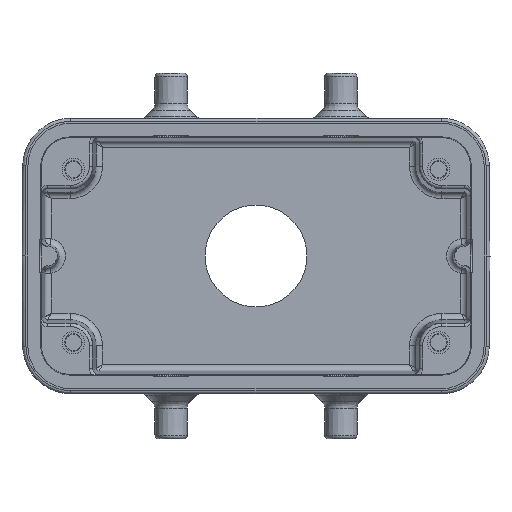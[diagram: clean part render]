
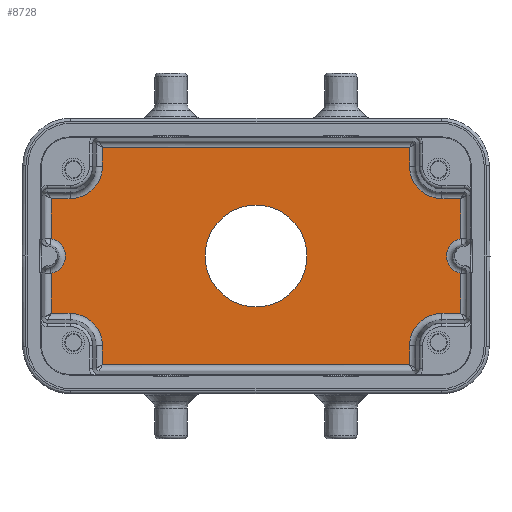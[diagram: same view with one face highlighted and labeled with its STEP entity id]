
A CAD part, front view. The second image highlights one B-rep face of the part: STEP entity #8728.
In plain terms, the highlighted planar face has unit normal (0, -1, 0).
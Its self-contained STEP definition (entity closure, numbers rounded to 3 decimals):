
#1519=DIRECTION('',(0.,0.,-1.));
#1520=VECTOR('',#1519,6.23);
#1521=CARTESIAN_POINT('',(31.946,19.35,8.946));
#1522=LINE('',#1521,#1520);
#1559=DIRECTION('',(0.,0.,-1.));
#1560=VECTOR('',#1559,6.23);
#1561=CARTESIAN_POINT('',(31.947,19.35,-2.717));
#1562=LINE('',#1561,#1560);
#1576=CARTESIAN_POINT('',(0.,19.35,0.));
#1577=DIRECTION('',(0.,-1.,0.));
#1578=DIRECTION('',(-1.,0.,0.));
#1579=AXIS2_PLACEMENT_3D('',#1576,#1577,#1578);
#1581=CARTESIAN_POINT('',(0.,19.35,0.));
#1582=DIRECTION('',(0.,-1.,0.));
#1583=DIRECTION('',(1.,0.,0.));
#1584=AXIS2_PLACEMENT_3D('',#1581,#1582,#1583);
#1586=CARTESIAN_POINT('',(32.5,19.35,0.));
#1587=DIRECTION('',(0.,1.,0.));
#1588=DIRECTION('',(-0.2,0.,-0.98));
#1589=AXIS2_PLACEMENT_3D('',#1586,#1587,#1588);
#1591=CARTESIAN_POINT('',(29.,19.35,-14.));
#1592=DIRECTION('',(0.,1.,0.));
#1593=DIRECTION('',(-1.,0.,0.));
#1594=AXIS2_PLACEMENT_3D('',#1591,#1592,#1593);
#1596=CARTESIAN_POINT('',(-29.,19.35,-14.));
#1597=DIRECTION('',(0.,1.,0.));
#1598=DIRECTION('',(0.,0.,1.));
#1599=AXIS2_PLACEMENT_3D('',#1596,#1597,#1598);
#1601=CARTESIAN_POINT('',(-32.5,19.35,0.));
#1602=DIRECTION('',(0.,1.,0.));
#1603=DIRECTION('',(0.2,0.,0.98));
#1604=AXIS2_PLACEMENT_3D('',#1601,#1602,#1603);
#1606=CARTESIAN_POINT('',(-29.,19.35,14.));
#1607=DIRECTION('',(0.,1.,0.));
#1608=DIRECTION('',(1.,0.,0.));
#1609=AXIS2_PLACEMENT_3D('',#1606,#1607,#1608);
#1611=CARTESIAN_POINT('',(29.,19.35,14.));
#1612=DIRECTION('',(0.,1.,0.));
#1613=DIRECTION('',(0.,0.,-1.));
#1614=AXIS2_PLACEMENT_3D('',#1611,#1612,#1613);
#3629=DIRECTION('',(-1.,0.,0.));
#3630=VECTOR('',#3629,2.946);
#3631=CARTESIAN_POINT('',(31.946,19.35,-8.946));
#3632=LINE('',#3631,#3630);
#3818=DIRECTION('',(0.,0.,-1.));
#3819=VECTOR('',#3818,2.946);
#3820=CARTESIAN_POINT('',(23.947,19.35,-14.));
#3821=LINE('',#3820,#3819);
#3822=DIRECTION('',(-1.,0.,0.));
#3823=VECTOR('',#3822,47.893);
#3824=CARTESIAN_POINT('',(23.946,19.35,-16.946));
#3825=LINE('',#3824,#3823);
#3982=DIRECTION('',(-1.,0.,0.));
#3983=VECTOR('',#3982,2.946);
#3984=CARTESIAN_POINT('',(-29.,19.35,
-8.947));
#3985=LINE('',#3984,#3983);
#3990=DIRECTION('',(0.,0.,1.));
#3991=VECTOR('',#3990,6.23);
#3992=CARTESIAN_POINT('',(-31.946,19.35,
-8.946));
#3993=LINE('',#3992,#3991);
#4226=DIRECTION('',(1.,0.,0.));
#4227=VECTOR('',#4226,2.946);
#4228=CARTESIAN_POINT('',(-31.946,19.35,8.946));
#4229=LINE('',#4228,#4227);
#4268=DIRECTION('',(0.,0.,1.));
#4269=VECTOR('',#4268,2.946);
#4270=CARTESIAN_POINT('',(-23.947,19.35,14.));
#4271=LINE('',#4270,#4269);
#4272=DIRECTION('',(1.,0.,0.));
#4273=VECTOR('',#4272,47.893);
#4274=CARTESIAN_POINT('',(-23.946,19.35,16.946));
#4275=LINE('',#4274,#4273);
#4295=DIRECTION('',(0.,0.,-1.));
#4296=VECTOR('',#4295,2.946);
#4297=CARTESIAN_POINT('',(23.946,19.35,16.946));
#4298=LINE('',#4297,#4296);
#4484=DIRECTION('',(1.,0.,0.));
#4485=VECTOR('',#4484,2.946);
#4486=CARTESIAN_POINT('',(29.,19.35,8.947));
#4487=LINE('',#4486,#4485);
#4543=DIRECTION('',(0.,0.,1.));
#4544=VECTOR('',#4543,6.23);
#4545=CARTESIAN_POINT('',(-31.947,19.35,2.717));
#4546=LINE('',#4545,#4544);
#4615=DIRECTION('',(0.,0.,1.));
#4616=VECTOR('',#4615,2.946);
#4617=CARTESIAN_POINT('',(-23.946,19.35,
-16.946));
#4618=LINE('',#4617,#4616);
#5543=CARTESIAN_POINT('',(31.947,19.35,-2.717));
#5545=VERTEX_POINT('',#5543);
#5551=CARTESIAN_POINT('',(31.947,19.35,2.717));
#5552=VERTEX_POINT('',#5551);
#5553=CARTESIAN_POINT('',(23.946,19.35,16.946));
#5554=CARTESIAN_POINT('',(23.947,19.35,14.));
#5555=VERTEX_POINT('',#5553);
#5556=VERTEX_POINT('',#5554);
#5561=CARTESIAN_POINT('',(29.,19.35,8.946));
#5563=VERTEX_POINT('',#5561);
#5567=CARTESIAN_POINT('',(31.946,19.35,8.946));
#5568=VERTEX_POINT('',#5567);
#5569=CARTESIAN_POINT('',(-31.947,19.35,-2.717));
#5571=VERTEX_POINT('',#5569);
#5573=CARTESIAN_POINT('',(-31.946,19.35,2.716));
#5574=VERTEX_POINT('',#5573);
#5583=CARTESIAN_POINT('',(-23.946,19.35,14.));
#5584=VERTEX_POINT('',#5583);
#5585=CARTESIAN_POINT('',(-23.946,19.35,16.946));
#5586=VERTEX_POINT('',#5585);
#5589=CARTESIAN_POINT('',(-29.,19.35,8.946));
#5590=VERTEX_POINT('',#5589);
#5591=CARTESIAN_POINT('',(-31.946,19.35,8.946));
#5592=VERTEX_POINT('',#5591);
#5599=CARTESIAN_POINT('',(-29.,19.35,-8.946));
#5600=VERTEX_POINT('',#5599);
#5601=CARTESIAN_POINT('',(-31.946,19.35,
-8.946));
#5602=VERTEX_POINT('',#5601);
#5605=CARTESIAN_POINT('',(-23.946,19.35,-14.));
#5606=VERTEX_POINT('',#5605);
#5607=CARTESIAN_POINT('',(-23.946,19.35,
-16.946));
#5608=VERTEX_POINT('',#5607);
#5615=CARTESIAN_POINT('',(23.946,19.35,-14.));
#5616=VERTEX_POINT('',#5615);
#5617=CARTESIAN_POINT('',(23.946,19.35,-16.946));
#5618=VERTEX_POINT('',#5617);
#5621=CARTESIAN_POINT('',(29.,19.35,-8.946));
#5622=VERTEX_POINT('',#5621);
#5623=CARTESIAN_POINT('',(31.946,19.35,-8.946));
#5624=VERTEX_POINT('',#5623);
#6621=CARTESIAN_POINT('',(-7.95,19.35,0.));
#6622=CARTESIAN_POINT('',(7.95,19.35,0.));
#6623=VERTEX_POINT('',#6621);
#6624=VERTEX_POINT('',#6622);
#8678=CARTESIAN_POINT('',(0.,19.35,-21.5));
#8679=DIRECTION('',(0.,-1.,0.));
#8680=DIRECTION('',(0.,0.,-1.));
#8681=AXIS2_PLACEMENT_3D('',#8678,#8679,#8680);
#8682=PLANE('',#8681);
#8683=ORIENTED_EDGE('',*,*,#8613,.T.);
#8684=ORIENTED_EDGE('',*,*,#8640,.F.);
#8685=ORIENTED_EDGE('',*,*,#8668,.T.);
#8687=ORIENTED_EDGE('',*,*,#8686,.T.);
#8689=ORIENTED_EDGE('',*,*,#8688,.F.);
#8691=ORIENTED_EDGE('',*,*,#8690,.T.);
#8693=ORIENTED_EDGE('',*,*,#8692,.T.);
#8695=ORIENTED_EDGE('',*,*,#8694,.T.);
#8697=ORIENTED_EDGE('',*,*,#8696,.F.);
#8699=ORIENTED_EDGE('',*,*,#8698,.T.);
#8701=ORIENTED_EDGE('',*,*,#8700,.T.);
#8703=ORIENTED_EDGE('',*,*,#8702,.F.);
#8705=ORIENTED_EDGE('',*,*,#8704,.T.);
#8707=ORIENTED_EDGE('',*,*,#8706,.T.);
#8709=ORIENTED_EDGE('',*,*,#8708,.F.);
#8711=ORIENTED_EDGE('',*,*,#8710,.T.);
#8713=ORIENTED_EDGE('',*,*,#8712,.T.);
#8715=ORIENTED_EDGE('',*,*,#8714,.T.);
#8717=ORIENTED_EDGE('',*,*,#8716,.F.);
#8719=ORIENTED_EDGE('',*,*,#8718,.T.);
#8720=EDGE_LOOP('',(#8683,#8684,#8685,#8687,#8689,#8691,#8693,#8695,#8697,#8699,
#8701,#8703,#8705,#8707,#8709,#8711,#8713,#8715,#8717,#8719));
#8721=FACE_OUTER_BOUND('',#8720,.F.);
#8723=ORIENTED_EDGE('',*,*,#8722,.T.);
#8725=ORIENTED_EDGE('',*,*,#8724,.T.);
#8726=EDGE_LOOP('',(#8723,#8725));
#8727=FACE_BOUND('',#8726,.F.);
#1580=CIRCLE('',#1579,7.95);
#1585=CIRCLE('',#1584,7.95);
#1590=CIRCLE('',#1589,2.772);
#1595=CIRCLE('',#1594,5.053);
#1600=CIRCLE('',#1599,5.053);
#1605=CIRCLE('',#1604,2.772);
#1610=CIRCLE('',#1609,5.053);
#1615=CIRCLE('',#1614,5.053);
#8613=EDGE_CURVE('',#5568,#5552,#1522,.T.);
#8640=EDGE_CURVE('',#5545,#5552,#1590,.T.);
#8668=EDGE_CURVE('',#5545,#5624,#1562,.T.);
#8686=EDGE_CURVE('',#5624,#5622,#3632,.T.);
#8688=EDGE_CURVE('',#5616,#5622,#1595,.T.);
#8690=EDGE_CURVE('',#5616,#5618,#3821,.T.);
#8692=EDGE_CURVE('',#5618,#5608,#3825,.T.);
#8694=EDGE_CURVE('',#5608,#5606,#4618,.T.);
#8696=EDGE_CURVE('',#5600,#5606,#1600,.T.);
#8698=EDGE_CURVE('',#5600,#5602,#3985,.T.);
#8700=EDGE_CURVE('',#5602,#5571,#3993,.T.);
#8702=EDGE_CURVE('',#5574,#5571,#1605,.T.);
#8704=EDGE_CURVE('',#5574,#5592,#4546,.T.);
#8706=EDGE_CURVE('',#5592,#5590,#4229,.T.);
#8708=EDGE_CURVE('',#5584,#5590,#1610,.T.);
#8710=EDGE_CURVE('',#5584,#5586,#4271,.T.);
#8712=EDGE_CURVE('',#5586,#5555,#4275,.T.);
#8714=EDGE_CURVE('',#5555,#5556,#4298,.T.);
#8716=EDGE_CURVE('',#5563,#5556,#1615,.T.);
#8718=EDGE_CURVE('',#5563,#5568,#4487,.T.);
#8722=EDGE_CURVE('',#6623,#6624,#1580,.T.);
#8724=EDGE_CURVE('',#6624,#6623,#1585,.T.);
#8728=ADVANCED_FACE('',(#8721,#8727),#8682,.T.);
